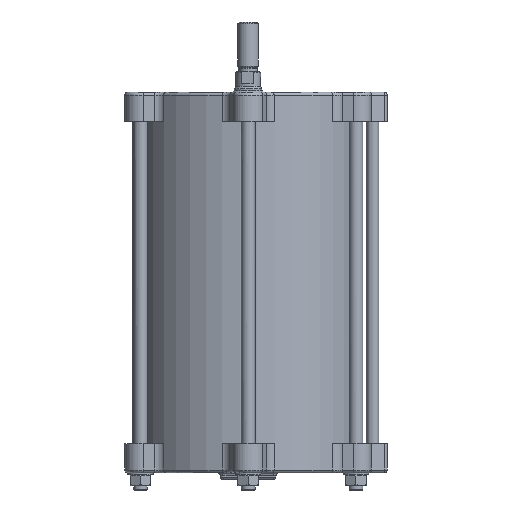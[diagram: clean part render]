
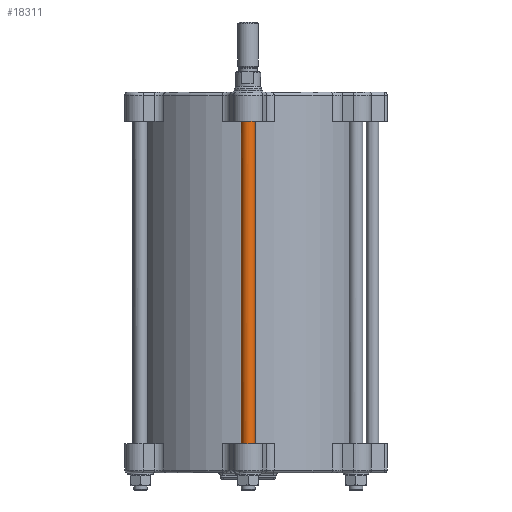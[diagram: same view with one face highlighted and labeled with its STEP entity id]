
A CAD part, front view. The second image highlights one B-rep face of the part: STEP entity #18311.
In plain terms, the highlighted cylindrical face has radius 10 mm (diameter 20 mm), a full revolution.
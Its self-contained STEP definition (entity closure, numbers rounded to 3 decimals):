
#2383=CYLINDRICAL_SURFACE('',#19768,10.);
#2799=FACE_BOUND('',#4585,.T.);
#3199=FACE_OUTER_BOUND('',#4584,.T.);
#4584=EDGE_LOOP('',(#11909));
#4585=EDGE_LOOP('',(#11910,#11911));
#6126=CIRCLE('',#19753,10.);
#6127=CIRCLE('',#19754,10.);
#6132=CIRCLE('',#19769,10.);
#7563=VERTEX_POINT('',#28126);
#7564=VERTEX_POINT('',#28127);
#7581=VERTEX_POINT('',#28202);
#9180=EDGE_CURVE('',#7563,#7564,#6126,.T.);
#9181=EDGE_CURVE('',#7564,#7563,#6127,.T.);
#9204=EDGE_CURVE('',#7581,#7581,#6132,.T.);
#11909=ORIENTED_EDGE('',*,*,#9204,.F.);
#11910=ORIENTED_EDGE('',*,*,#9181,.T.);
#11911=ORIENTED_EDGE('',*,*,#9180,.T.);
#18311=ADVANCED_FACE('',(#3199,#2799),#2383,.T.);
#19753=AXIS2_PLACEMENT_3D('',#28128,#22557,#22558);
#19754=AXIS2_PLACEMENT_3D('',#28129,#22559,#22560);
#19768=AXIS2_PLACEMENT_3D('',#28201,#22593,#22594);
#19769=AXIS2_PLACEMENT_3D('',#28203,#22595,#22596);
#22557=DIRECTION('center_axis',(0.,0.,
1.));
#22558=DIRECTION('ref_axis',(1.,0.,0.));
#22559=DIRECTION('center_axis',(0.,0.,
1.));
#22560=DIRECTION('ref_axis',(1.,0.,0.));
#22593=DIRECTION('center_axis',(0.,0.,
-1.));
#22594=DIRECTION('ref_axis',(-0.994,0.105,0.));
#22595=DIRECTION('center_axis',(0.,0.,
1.));
#22596=DIRECTION('ref_axis',(-0.994,0.105,0.));
#28126=CARTESIAN_POINT('',(-10.,-180.5,-45.));
#28127=CARTESIAN_POINT('',(9.944,-181.555,-45.));
#28128=CARTESIAN_POINT('Origin',(0.,-180.5,
-45.));
#28129=CARTESIAN_POINT('Origin',(0.,-180.5,
-45.));
#28201=CARTESIAN_POINT('Origin',(0.,-180.5,508.));
#28202=CARTESIAN_POINT('',(9.944,-181.555,468.));
#28203=CARTESIAN_POINT('Origin',(0.,-180.5,468.));
